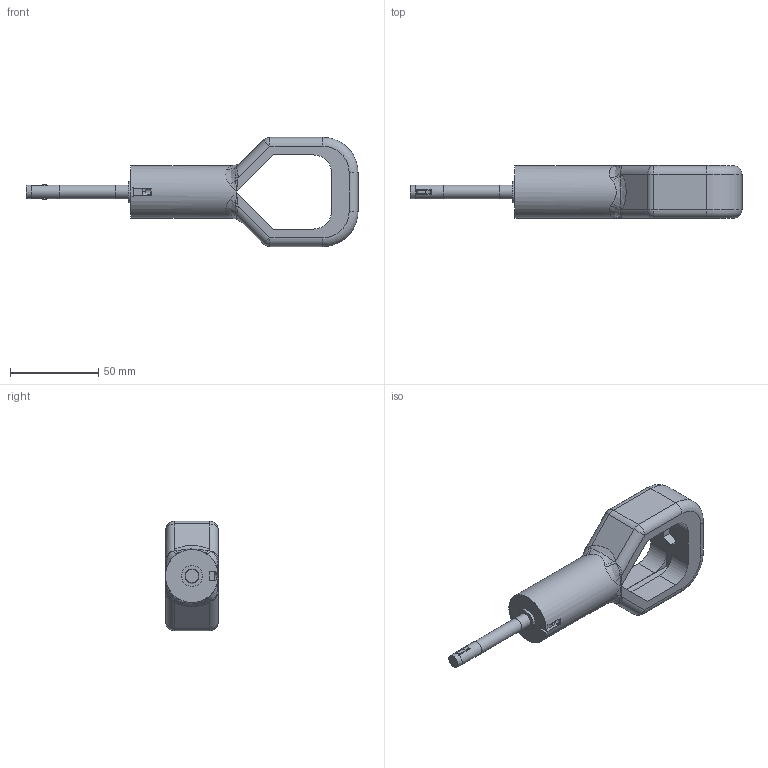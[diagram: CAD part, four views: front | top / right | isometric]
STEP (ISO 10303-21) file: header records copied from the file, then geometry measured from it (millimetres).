
FILE_DESCRIPTION(/* description */ (''),/* implementation_level */ '2;1');
FILE_NAME(/* name */ '',/* time_stamp */ '2025-09-16T09:59:14+02:00',/* author */ ('brodaric'),/* organization */ (''),/* preprocessor_version */ 'ST-DEVELOPER v20',/* originating_system */ 'Autodesk Inventor 2025',/* authorisation */ '');
FILE_SCHEMA (('AUTOMOTIVE_DESIGN { 1 0 10303 214 3 1 1 }'));
Length unit declared in the file: millimetre
Products named in the file (1): Držalo
Bounding box: 188.41 x 30 x 62 mm (x, y, z)
Volume: 102953.4 mm3; surface area: 22872.4 mm2
Topology: 1 solids, 1 shells, 160 faces, 384 edges, 224 vertices
Faces by surface type: plane 76, cylinder 40, bspline 35, sphere 4, torus 4, cone 1
Full cylindrical faces by diameter (mm): 4 x1, 6.2 x1, 7.8 x1, 7.9 x2, 12 x1, 30 x1
Entity records: 6304 total; most frequent: CARTESIAN_POINT 2768, ORIENTED_EDGE 748, DIRECTION 664, EDGE_CURVE 374, AXIS2_PLACEMENT_3D 227, VERTEX_POINT 224, LINE 210, VECTOR 210
